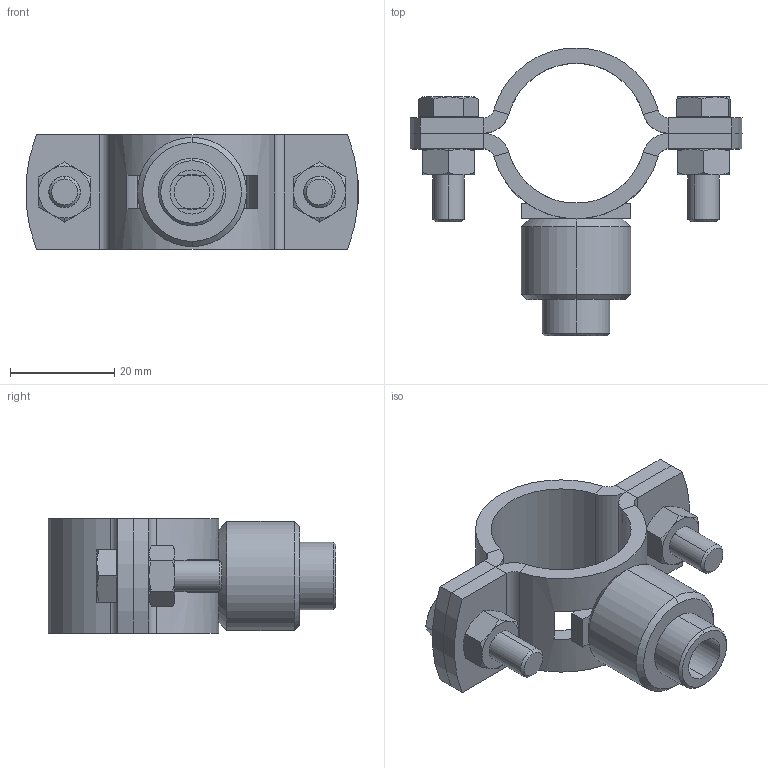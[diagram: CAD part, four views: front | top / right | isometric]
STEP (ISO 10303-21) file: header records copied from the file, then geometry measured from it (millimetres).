
FILE_DESCRIPTION (( 'STEP AP203' ), '1' );
FILE_NAME ('51.812K.STEP', '2024-03-25T14:01:56', ( '' ), ( '' ), 'SwSTEP 2.0', 'SolidWorks 2023', '' );
FILE_SCHEMA (( 'CONFIG_CONTROL_DESIGN' ));
Length unit declared in the file: millimetre
Products named in the file (1): 51.812K
Bounding box: 63.83 x 55.34 x 22 mm (x, y, z)
Surface area: 10286 mm2 (no closed solid volume)
Topology: 0 solids, 11 shells, 141 faces, 336 edges, 202 vertices
Faces by surface type: plane 71, cone 40, cylinder 30
Entity records: 4247 total; most frequent: CARTESIAN_POINT 988, DIRECTION 686, ORIENTED_EDGE 604, EDGE_CURVE 336, AXIS2_PLACEMENT_3D 268, VERTEX_POINT 202, EDGE_LOOP 152, VECTOR 150
